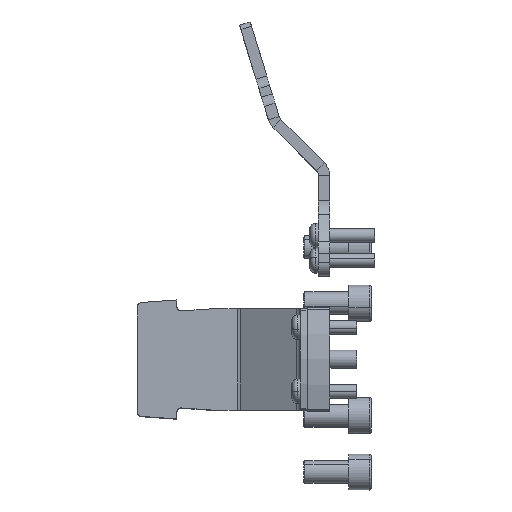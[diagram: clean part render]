
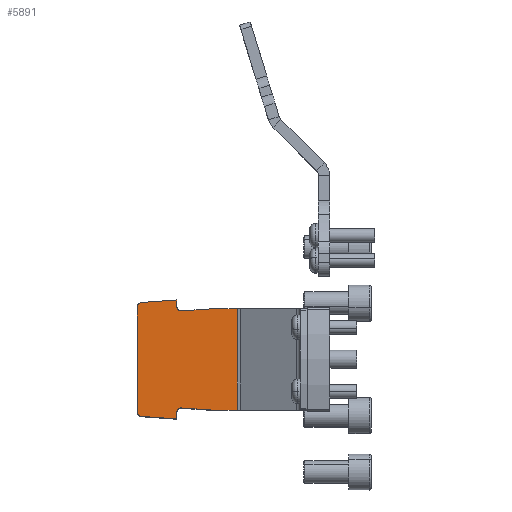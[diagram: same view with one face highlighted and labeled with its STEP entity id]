
A CAD part, top view. The second image highlights one B-rep face of the part: STEP entity #5891.
In plain terms, the highlighted planar face has unit normal (0, 0, 1).
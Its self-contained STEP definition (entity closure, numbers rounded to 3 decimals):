
#58 = VECTOR ( 'NONE', #8663, 1000. ) ;
#195 = CARTESIAN_POINT ( 'NONE',  ( 1178.971, 22.531, 1765.369 ) ) ;
#202 = ORIENTED_EDGE ( 'NONE', *, *, #3806, .F. ) ;
#218 = DIRECTION ( 'NONE',  ( 1., 0., 0. ) ) ;
#274 = CARTESIAN_POINT ( 'NONE',  ( 1178.971, -22.531, 1765.369 ) ) ;
#447 = CARTESIAN_POINT ( 'NONE',  ( 1154.071, 23.562, 1765.369 ) ) ;
#484 = VECTOR ( 'NONE', #4123, 1000. ) ;
#652 = ORIENTED_EDGE ( 'NONE', *, *, #1480, .T. ) ;
#688 = DIRECTION ( 'NONE',  ( 1., 0., 0. ) ) ;
#708 = EDGE_CURVE ( 'NONE', #9096, #9633, #6050, .T. ) ;
#727 = VECTOR ( 'NONE', #2831, 1000. ) ;
#983 = LINE ( 'NONE', #2911, #727 ) ;
#1127 = EDGE_CURVE ( 'NONE', #9982, #3264, #8087, .T. ) ;
#1223 = CARTESIAN_POINT ( 'NONE',  ( 1136.435, -25.335, 1765.369 ) ) ;
#1238 = LINE ( 'NONE', #6970, #7484 ) ;
#1286 = DIRECTION ( 'NONE',  ( -0.998, 0.07, 0. ) ) ;
#1293 = DIRECTION ( 'NONE',  ( 0.998, 0.07, 0. ) ) ;
#1312 = AXIS2_PLACEMENT_3D ( 'NONE', #447, #6929, #3686 ) ;
#1334 = CARTESIAN_POINT ( 'NONE',  ( 1176.236, -23.111, 1765.369 ) ) ;
#1375 = ORIENTED_EDGE ( 'NONE', *, *, #1127, .F. ) ;
#1421 = CIRCLE ( 'NONE', #8282, 1.996 ) ;
#1480 = EDGE_CURVE ( 'NONE', #5336, #1536, #8412, .T. ) ;
#1536 = VERTEX_POINT ( 'NONE', #4794 ) ;
#1619 = CARTESIAN_POINT ( 'NONE',  ( 1134.575, 23.34, 1765.369 ) ) ;
#1708 = DIRECTION ( 'NONE',  ( 0., 0., 1. ) ) ;
#1816 = CARTESIAN_POINT ( 'NONE',  ( 1179.775, 22.531, 1765.369 ) ) ;
#1920 = VERTEX_POINT ( 'NONE', #9587 ) ;
#2047 = CARTESIAN_POINT ( 'NONE',  ( 1154.215, -21.571, 1765.369 ) ) ;
#2338 = EDGE_CURVE ( 'NONE', #10227, #9096, #8888, .T. ) ;
#2516 = AXIS2_PLACEMENT_3D ( 'NONE', #5631, #10509, #4803 ) ;
#2608 = ORIENTED_EDGE ( 'NONE', *, *, #4676, .F. ) ;
#2786 = EDGE_CURVE ( 'NONE', #7612, #3512, #983, .T. ) ;
#2831 = DIRECTION ( 'NONE',  ( 0.998, 0.07, 0. ) ) ;
#2849 = ORIENTED_EDGE ( 'NONE', *, *, #2786, .F. ) ;
#2911 = CARTESIAN_POINT ( 'NONE',  ( 1179.715, 28.362, 1765.369 ) ) ;
#3141 = CARTESIAN_POINT ( 'NONE',  ( 1152.075, 26.429, 1765.369 ) ) ;
#3171 = EDGE_CURVE ( 'NONE', #3768, #5515, #1238, .T. ) ;
#3218 = DIRECTION ( 'NONE',  ( 1., 0., 0. ) ) ;
#3264 = VERTEX_POINT ( 'NONE', #5868 ) ;
#3270 = DIRECTION ( 'NONE',  ( 0., -1., 0. ) ) ;
#3512 = VERTEX_POINT ( 'NONE', #3141 ) ;
#3588 = LINE ( 'NONE', #5786, #7413 ) ;
#3686 = DIRECTION ( 'NONE',  ( 1., 0., 0. ) ) ;
#3751 = VECTOR ( 'NONE', #1293, 1000. ) ;
#3768 = VERTEX_POINT ( 'NONE', #4951 ) ;
#3806 = EDGE_CURVE ( 'NONE', #3512, #1920, #8947, .T. ) ;
#3845 = VECTOR ( 'NONE', #3270, 1000. ) ;
#4123 = DIRECTION ( 'NONE',  ( -1., 0., 0. ) ) ;
#4135 = EDGE_CURVE ( 'NONE', #9633, #7981, #1421, .T. ) ;
#4259 = CARTESIAN_POINT ( 'NONE',  ( 1180.063, 23.378, 1765.369 ) ) ;
#4400 = ORIENTED_EDGE ( 'NONE', *, *, #3171, .F. ) ;
#4506 = EDGE_CURVE ( 'NONE', #7148, #10227, #7400, .T. ) ;
#4676 = EDGE_CURVE ( 'NONE', #7981, #3768, #3588, .T. ) ;
#4718 = CARTESIAN_POINT ( 'NONE',  ( 1154.215, 21.571, 1765.369 ) ) ;
#4766 = CARTESIAN_POINT ( 'NONE',  ( 1179.775, 27.5, 1765.369 ) ) ;
#4794 = CARTESIAN_POINT ( 'NONE',  ( 1134.575, -23.34, 1765.369 ) ) ;
#4803 = DIRECTION ( 'NONE',  ( 1., 0., 0. ) ) ;
#4823 = ORIENTED_EDGE ( 'NONE', *, *, #4506, .F. ) ;
#4951 = CARTESIAN_POINT ( 'NONE',  ( 1152.075, -26.429, 1765.369 ) ) ;
#4979 = CARTESIAN_POINT ( 'NONE',  ( 1152.075, -23.562, 1765.369 ) ) ;
#5058 = CIRCLE ( 'NONE', #2516, 2. ) ;
#5185 = EDGE_CURVE ( 'NONE', #1920, #9982, #7016, .T. ) ;
#5336 = VERTEX_POINT ( 'NONE', #1619 ) ;
#5515 = VERTEX_POINT ( 'NONE', #1223 ) ;
#5520 = AXIS2_PLACEMENT_3D ( 'NONE', #4766, #7580, #3218 ) ;
#5522 = ORIENTED_EDGE ( 'NONE', *, *, #6756, .T. ) ;
#5566 = DIRECTION ( 'NONE',  ( 0., 0., 1. ) ) ;
#5631 = CARTESIAN_POINT ( 'NONE',  ( 1136.575, -23.34, 1765.369 ) ) ;
#5636 = CARTESIAN_POINT ( 'NONE',  ( 1136.435, 25.335, 1765.369 ) ) ;
#5783 = ORIENTED_EDGE ( 'NONE', *, *, #4135, .F. ) ;
#5786 = CARTESIAN_POINT ( 'NONE',  ( 1152.075, 27.5, 1765.369 ) ) ;
#5868 = CARTESIAN_POINT ( 'NONE',  ( 1167.938, 22.531, 1765.369 ) ) ;
#5891 = ADVANCED_FACE ( 'NONE', ( #9164 ), #6671, .T. ) ;
#6050 = LINE ( 'NONE', #1334, #58 ) ;
#6184 = ORIENTED_EDGE ( 'NONE', *, *, #6714, .F. ) ;
#6224 = VECTOR ( 'NONE', #7566, 1000. ) ;
#6432 = ORIENTED_EDGE ( 'NONE', *, *, #6604, .T. ) ;
#6517 = CARTESIAN_POINT ( 'NONE',  ( 1134.575, 27.5, 1765.369 ) ) ;
#6594 = DIRECTION ( 'NONE',  ( 1., 0., 0. ) ) ;
#6604 = EDGE_CURVE ( 'NONE', #1536, #5515, #5058, .T. ) ;
#6671 = PLANE ( 'NONE',  #5520 ) ;
#6714 = EDGE_CURVE ( 'NONE', #3264, #7148, #8922, .T. ) ;
#6756 = EDGE_CURVE ( 'NONE', #7612, #5336, #7023, .T. ) ;
#6929 = DIRECTION ( 'NONE',  ( 0., 0., 1. ) ) ;
#6970 = CARTESIAN_POINT ( 'NONE',  ( 1175.888, -28.094, 1765.369 ) ) ;
#7016 = CIRCLE ( 'NONE', #1312, 1.996 ) ;
#7023 = CIRCLE ( 'NONE', #7453, 2. ) ;
#7148 = VERTEX_POINT ( 'NONE', #195 ) ;
#7360 = CARTESIAN_POINT ( 'NONE',  ( 1167.938, -22.531, 1765.369 ) ) ;
#7400 = LINE ( 'NONE', #7556, #7546 ) ;
#7413 = VECTOR ( 'NONE', #7448, 1000. ) ;
#7437 = CARTESIAN_POINT ( 'NONE',  ( 1154.071, -23.562, 1765.369 ) ) ;
#7448 = DIRECTION ( 'NONE',  ( 0., -1., 0. ) ) ;
#7453 = AXIS2_PLACEMENT_3D ( 'NONE', #9613, #5566, #688 ) ;
#7484 = VECTOR ( 'NONE', #1286, 1000. ) ;
#7546 = VECTOR ( 'NONE', #9627, 1000. ) ;
#7556 = CARTESIAN_POINT ( 'NONE',  ( 1178.971, 27.5, 1765.369 ) ) ;
#7566 = DIRECTION ( 'NONE',  ( 0., -1., 0. ) ) ;
#7580 = DIRECTION ( 'NONE',  ( 0., 0., 1. ) ) ;
#7612 = VERTEX_POINT ( 'NONE', #5636 ) ;
#7968 = ORIENTED_EDGE ( 'NONE', *, *, #708, .F. ) ;
#7973 = ORIENTED_EDGE ( 'NONE', *, *, #2338, .F. ) ;
#7981 = VERTEX_POINT ( 'NONE', #4979 ) ;
#8087 = LINE ( 'NONE', #4259, #3751 ) ;
#8282 = AXIS2_PLACEMENT_3D ( 'NONE', #7437, #1708, #6594 ) ;
#8412 = LINE ( 'NONE', #6517, #6224 ) ;
#8434 = EDGE_LOOP ( 'NONE', ( #7968, #7973, #4823, #6184, #1375, #8464, #202, #2849, #5522, #652, #6432, #4400, #2608, #5783 ) ) ;
#8464 = ORIENTED_EDGE ( 'NONE', *, *, #5185, .F. ) ;
#8663 = DIRECTION ( 'NONE',  ( -0.998, 0.07, 0. ) ) ;
#8888 = LINE ( 'NONE', #8933, #484 ) ;
#8922 = LINE ( 'NONE', #1816, #10187 ) ;
#8933 = CARTESIAN_POINT ( 'NONE',  ( 1179.775, -22.531, 1765.369 ) ) ;
#8947 = LINE ( 'NONE', #9847, #3845 ) ;
#9096 = VERTEX_POINT ( 'NONE', #7360 ) ;
#9164 = FACE_OUTER_BOUND ( 'NONE', #8434, .T. ) ;
#9587 = CARTESIAN_POINT ( 'NONE',  ( 1152.075, 23.562, 1765.369 ) ) ;
#9613 = CARTESIAN_POINT ( 'NONE',  ( 1136.575, 23.34, 1765.369 ) ) ;
#9627 = DIRECTION ( 'NONE',  ( 0., -1., 0. ) ) ;
#9633 = VERTEX_POINT ( 'NONE', #2047 ) ;
#9847 = CARTESIAN_POINT ( 'NONE',  ( 1152.075, 27.5, 1765.369 ) ) ;
#9982 = VERTEX_POINT ( 'NONE', #4718 ) ;
#10187 = VECTOR ( 'NONE', #218, 1000. ) ;
#10227 = VERTEX_POINT ( 'NONE', #274 ) ;
#10509 = DIRECTION ( 'NONE',  ( 0., 0., 1. ) ) ;
